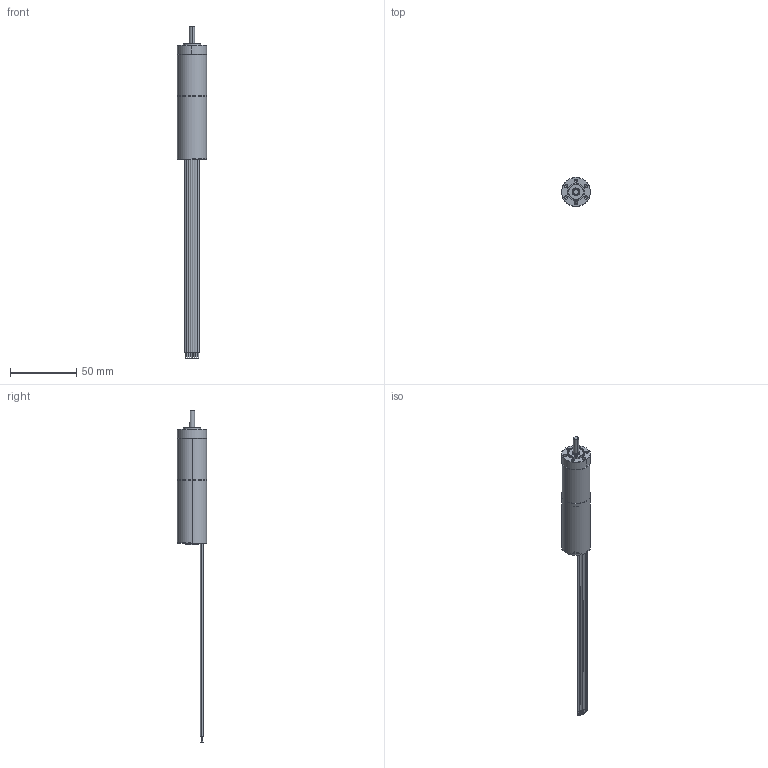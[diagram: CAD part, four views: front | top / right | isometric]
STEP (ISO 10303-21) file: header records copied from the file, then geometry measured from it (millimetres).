
FILE_DESCRIPTION((''),'2;1');
FILE_NAME('4611180000660_SW0001','2023-02-27T15:52:46',('ms27786'),(''),'CREO PARAMETRIC BY PTC INC, 2018100','CREO PARAMETRIC BY PTC INC, 2018100','');
FILE_SCHEMA(('CONFIG_CONTROL_DESIGN'));
Length unit declared in the file: millimetre
Products named in the file (1): 4611180000660_SW0001
Bounding box: 22 x 22 x 251.5 mm (x, y, z)
Volume: 14493.9 mm3; surface area: 22465.2 mm2
Topology: 9 solids, 11 shells, 885 faces, 2312 edges, 1482 vertices
Faces by surface type: cylinder 343, cone 210, plane 144, extrusion 114, torus 48, bspline 26
Entity records: 30764 total; most frequent: CARTESIAN_POINT 9254, ORIENTED_EDGE 4584, DIRECTION 4367, EDGE_CURVE 2292, AXIS2_PLACEMENT_3D 1734, VERTEX_POINT 1480, CIRCLE 991, EDGE_LOOP 958
